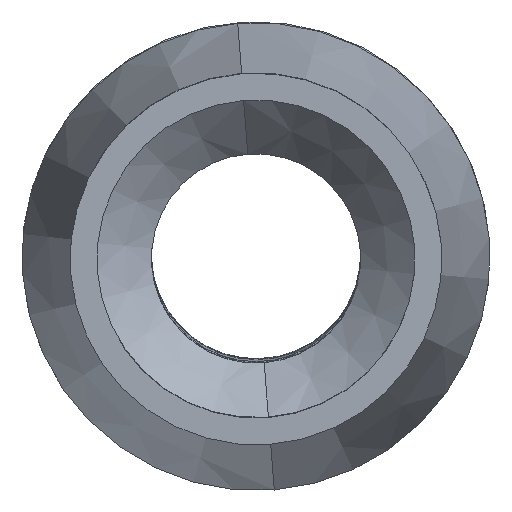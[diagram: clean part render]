
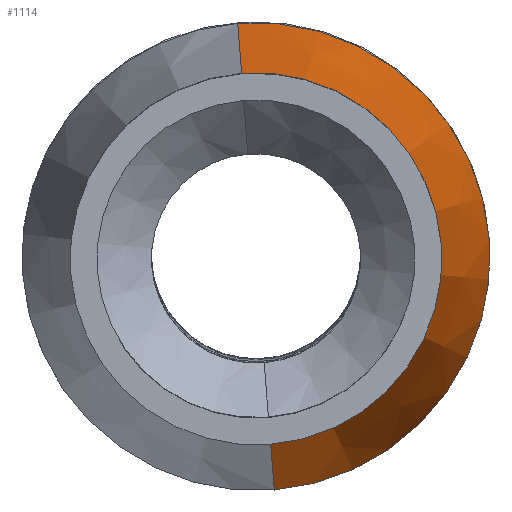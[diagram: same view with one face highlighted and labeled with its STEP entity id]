
A CAD part, left-side view. The second image highlights one B-rep face of the part: STEP entity #1114.
In plain terms, the highlighted conical face has half-angle 12 degrees and reference radius 7.101 mm.
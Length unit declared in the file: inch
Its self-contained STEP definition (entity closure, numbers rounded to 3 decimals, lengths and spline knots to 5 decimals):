
#2 = CARTESIAN_POINT ( 'NONE',  ( -1.79335, 0., -0.01117 ) ) ;
#8 = DIRECTION ( 'NONE',  ( -1., 0., -0.002 ) ) ;
#9 = DIRECTION ( 'NONE',  ( -0.002, 0.078, 0.997 ) ) ;
#15 = EDGE_CURVE ( 'NONE', #383, #400, #358, .T. ) ;
#25 = EDGE_CURVE ( 'NONE', #180, #380, #432, .T. ) ;
#91 = CARTESIAN_POINT ( 'NONE',  ( -1.79273, -0.0218, -0.28988 ) ) ;
#112 = CARTESIAN_POINT ( 'NONE',  ( -2.36961, -0.01224, -0.16898 ) ) ;
#119 = CARTESIAN_POINT ( 'NONE',  ( -2.37031, 0.01224, 0.14406 ) ) ;
#134 = CARTESIAN_POINT ( 'NONE',  ( -1.79398, 0.0218, 0.26754 ) ) ;
#154 = EDGE_CURVE ( 'NONE', #383, #180, #901, .T. ) ;
#180 = VERTEX_POINT ( 'NONE', #119 ) ;
#269 = DIRECTION ( 'NONE',  ( -1., 0., -0.002 ) ) ;
#280 = DIRECTION ( 'NONE',  ( -0.002, 0.078, 0.997 ) ) ;
#282 = CARTESIAN_POINT ( 'NONE',  ( -2.36996, 0., -0.01246 ) ) ;
#353 = CARTESIAN_POINT ( 'NONE',  ( -1.79273, -0.0218, -0.28988 ) ) ;
#356 = DIRECTION ( 'NONE',  ( 0.979, -0.016, -0.205 ) ) ;
#358 = LINE ( 'NONE', #353, #874 ) ;
#380 = VERTEX_POINT ( 'NONE', #134 ) ;
#383 = VERTEX_POINT ( 'NONE', #112 ) ;
#400 = VERTEX_POINT ( 'NONE', #91 ) ;
#405 = CARTESIAN_POINT ( 'NONE',  ( -1.79398, 0.0218, 0.26754 ) ) ;
#432 = LINE ( 'NONE', #405, #953 ) ;
#450 = DIRECTION ( 'NONE',  ( 0.978, 0.016, 0.209 ) ) ;
#706 = EDGE_LOOP ( 'NONE', ( #762, #748, #766, #776 ) ) ;
#748 = ORIENTED_EDGE ( 'NONE', *, *, #154, .F. ) ;
#762 = ORIENTED_EDGE ( 'NONE', *, *, #25, .F. ) ;
#766 = ORIENTED_EDGE ( 'NONE', *, *, #15, .T. ) ;
#776 = ORIENTED_EDGE ( 'NONE', *, *, #1092, .T. ) ;
#874 = VECTOR ( 'NONE', #356, 39.37008 ) ;
#901 = CIRCLE ( 'NONE', #959, 0.157 ) ;
#953 = VECTOR ( 'NONE', #450, 39.37008 ) ;
#959 = AXIS2_PLACEMENT_3D ( 'NONE', #282, #269, #280 ) ;
#991 = CIRCLE ( 'NONE', #1071, 0.27956 ) ;
#1027 = AXIS2_PLACEMENT_3D ( 'NONE', #1164, #1165, #1166 ) ;
#1043 = CONICAL_SURFACE ( 'NONE', #1027, 0.27956, 0.209 ) ;
#1071 = AXIS2_PLACEMENT_3D ( 'NONE', #2, #8, #9 ) ;
#1092 = EDGE_CURVE ( 'NONE', #400, #380, #991, .T. ) ;
#1114 = ADVANCED_FACE ( 'NONE', ( #1159 ), #1043, .T. ) ;
#1159 = FACE_OUTER_BOUND ( 'NONE', #706, .T. ) ;
#1164 = CARTESIAN_POINT ( 'NONE',  ( -1.79335, 0., -0.01117 ) ) ;
#1165 = DIRECTION ( 'NONE',  ( 1., 0., 0.002 ) ) ;
#1166 = DIRECTION ( 'NONE',  ( 0.002, -0.078, -0.997 ) ) ;
